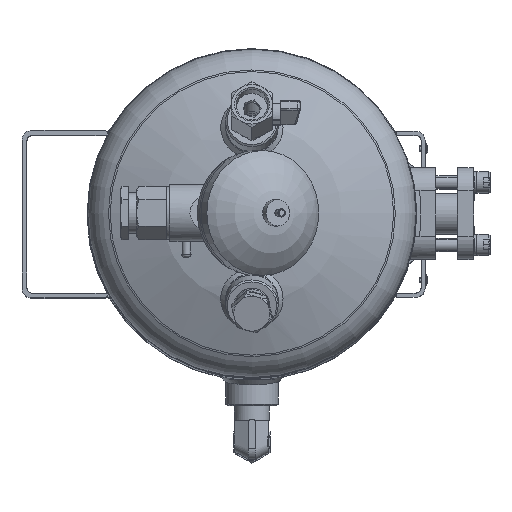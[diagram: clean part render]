
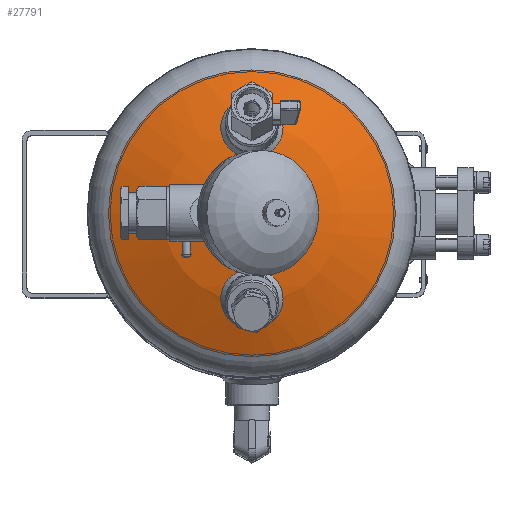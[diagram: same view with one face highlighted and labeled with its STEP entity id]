
A CAD part, top view. The second image highlights one B-rep face of the part: STEP entity #27791.
In plain terms, the highlighted spherical face has radius 202.3 mm.
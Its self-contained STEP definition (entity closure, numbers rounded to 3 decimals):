
#222=SPHERICAL_SURFACE('',#33790,202.3);
#7107=ORIENTED_EDGE('',*,*,#15043,.T.);
#7108=ORIENTED_EDGE('',*,*,#15047,.T.);
#7109=ORIENTED_EDGE('',*,*,#15048,.F.);
#7110=ORIENTED_EDGE('',*,*,#15049,.F.);
#15043=EDGE_CURVE('',#19074,#19074,#21944,.T.);
#15047=EDGE_CURVE('',#19078,#19078,#21948,.T.);
#15048=EDGE_CURVE('',#19079,#19079,#21949,.T.);
#15049=EDGE_CURVE('',#19080,#19080,#21950,.F.);
#19074=VERTEX_POINT('',#43003);
#19078=VERTEX_POINT('',#43013);
#19079=VERTEX_POINT('',#43015);
#19080=VERTEX_POINT('',#43017);
#21944=CIRCLE('',#33785,15.);
#21948=CIRCLE('',#33791,15.);
#21949=CIRCLE('',#33792,87.326);
#21950=CIRCLE('',#33793,20.);
#22796=EDGE_LOOP('',(#7107));
#22797=EDGE_LOOP('',(#7108));
#22798=EDGE_LOOP('',(#7109));
#22799=EDGE_LOOP('',(#7110));
#25126=FACE_BOUND('',#22796,.T.);
#25127=FACE_BOUND('',#22797,.T.);
#25128=FACE_BOUND('',#22798,.T.);
#25129=FACE_BOUND('',#22799,.T.);
#27791=ADVANCED_FACE('',(#25126,#25127,#25128,#25129),#222,.T.);
#33785=AXIS2_PLACEMENT_3D('',#43002,#36465,#36466);
#33790=AXIS2_PLACEMENT_3D('',#43011,#36475,#36476);
#33791=AXIS2_PLACEMENT_3D('',#43012,#36477,#36478);
#33792=AXIS2_PLACEMENT_3D('',#43014,#36479,#36480);
#33793=AXIS2_PLACEMENT_3D('',#43016,#36481,#36482);
#36465=DIRECTION('',(0.259,0.,-0.966));
#36466=DIRECTION('',(0.966,0.,0.259));
#36475=DIRECTION('',(0.,0.,-1.));
#36476=DIRECTION('',(1.,0.,0.));
#36477=DIRECTION('',(-0.259,0.,-0.966));
#36478=DIRECTION('',(-0.966,0.,0.259));
#36479=DIRECTION('',(0.,0.,-1.));
#36480=DIRECTION('',(-1.,0.,0.));
#36481=DIRECTION('',(0.,0.,-1.));
#36482=DIRECTION('',(-1.,0.,0.));
#43002=CARTESIAN_POINT('',(-52.215,0.,46.028));
#43003=CARTESIAN_POINT('',(-37.726,0.,49.911));
#43011=CARTESIAN_POINT('',(0.,0.,-148.841));
#43012=CARTESIAN_POINT('',(52.215,0.,46.028));
#43013=CARTESIAN_POINT('',(37.726,0.,49.911));
#43014=CARTESIAN_POINT('',(0.,0.,33.641));
#43015=CARTESIAN_POINT('',(-87.326,0.,33.641));
#43016=CARTESIAN_POINT('',(0.,0.,52.468));
#43017=CARTESIAN_POINT('',(-20.,0.,52.468));
